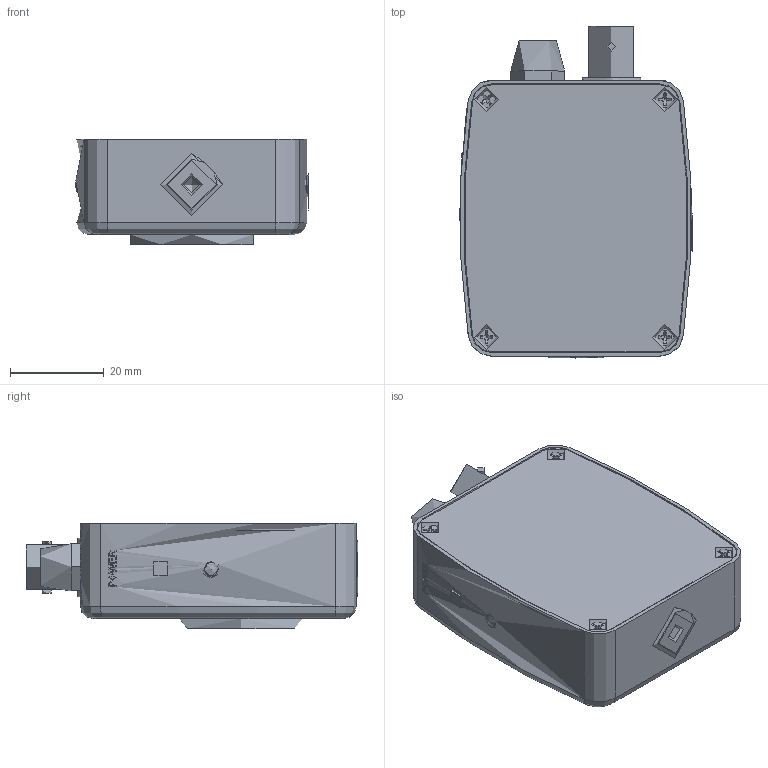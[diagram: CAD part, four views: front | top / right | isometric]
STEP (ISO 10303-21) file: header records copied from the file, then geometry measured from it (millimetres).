
FILE_DESCRIPTION (( 'STEP AP214' ), '1' );
FILE_NAME ('TTN135165-E0W.STEP', '2018-02-08T14:54:18', ( 'admin' ), ( '' ), 'SwSTEP 2.0', 'SolidWorks 2016', '' );
FILE_SCHEMA (( 'AUTOMOTIVE_DESIGN' ));
Length unit declared in the file: inch
Products named in the file (1): TTN135165-E0W
Bounding box: 49.89 x 70.9 x 22.48 mm (x, y, z)
Topology: 0 solids, 184 shells, 5779 faces, 14531 edges, 8996 vertices
Faces by surface type: plane 3317, cylinder 1480, bspline 829, cone 113, torus 37, sphere 3
Full cylindrical faces by diameter (mm): 0.254 x2, 0.45 x3, 0.5 x4, 0.762 x6, 0.813 x12, 1 x4, 1.27 x5, 1.595 x30, 1.6 x2, 1.778 x7, 1.93 x2, 2 x2, 2.184 x4, 2.4 x2, 2.438 x6, 2.845 x1, 2.921 x1, 3 x1, 3.099 x1, 3.302 x2, 3.454 x2, 3.556 x1, 4.192 x1, 4.242 x3, 4.7 x1, 4.75 x1, 6 x2, 6.858 x1, 8 x1, 8.25 x1
Entity records: 275767 total; most frequent: CARTESIAN_POINT 68405, ORIENTED_EDGE 27762, DIRECTION 25181, EDGE_CURVE 13882, LINE 9501, VECTOR 9501, VERTEX_POINT 8871, AXIS2_PLACEMENT_3D 7840
